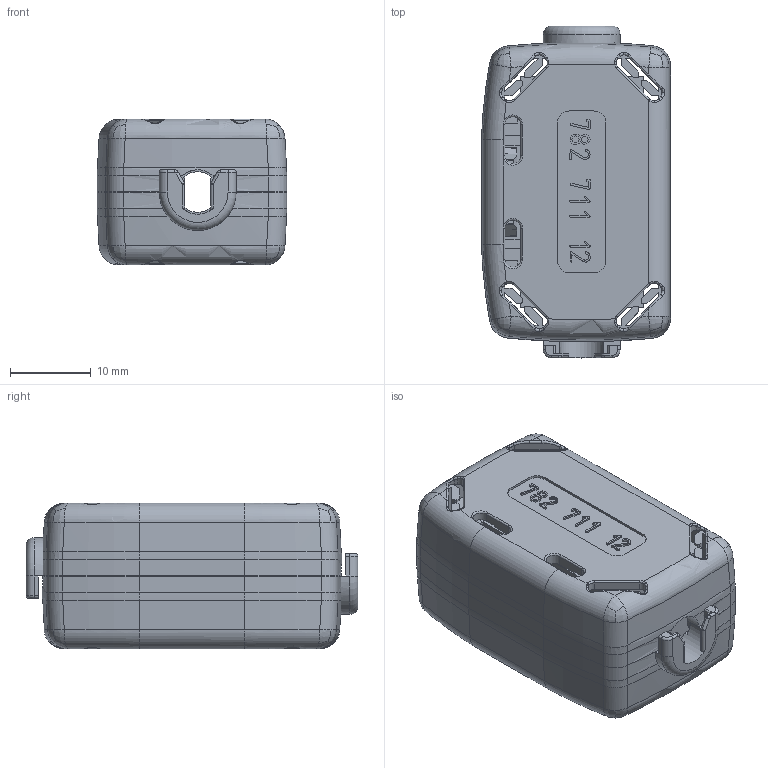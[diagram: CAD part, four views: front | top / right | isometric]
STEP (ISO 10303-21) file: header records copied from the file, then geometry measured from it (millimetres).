
FILE_DESCRIPTION( ( 'Unknown' ), '1' );
FILE_NAME( 'X-78271112_Rev1_Ind01.stp', 'Unknown', ( 'Unknown' ), ( 'Unknown' ), 'PSStep 21.0.46', 'Unknown', ' ' );
FILE_SCHEMA( ( 'AUTOMOTIVE_DESIGN { 1 0 10303 214 1 1 1 1 }' ) );
Length unit declared in the file: millimetre
Products named in the file (4): Assem1; Kern; 78271112_unten; 78271112_oben
Assembly tree (4 placements, depth 2):
  Assem1
    Kern  x2
    78271112_unten
    78271112_oben
Bounding box: 23.4 x 41 x 18 mm (x, y, z)
Volume: 10927.9 mm3; surface area: 11190.6 mm2
Topology: 4 solids, 4 shells, 2959 faces, 8634 edges, 5748 vertices
Faces by surface type: plane 2470, cylinder 288, bspline 144, torus 30, extrusion 13, cone 10, sphere 4
Full cylindrical faces by diameter (mm): 0.843 x5, 2.5 x1, 3 x2, 4 x1
Entity records: 133171 total; most frequent: CARTESIAN_POINT 32252, ORIENTED_EDGE 17172, DIRECTION 14377, EDGE_CURVE 8586, VECTOR 7487, LINE 7474, VERTEX_POINT 5725, AXIS2_PLACEMENT_3D 3445
